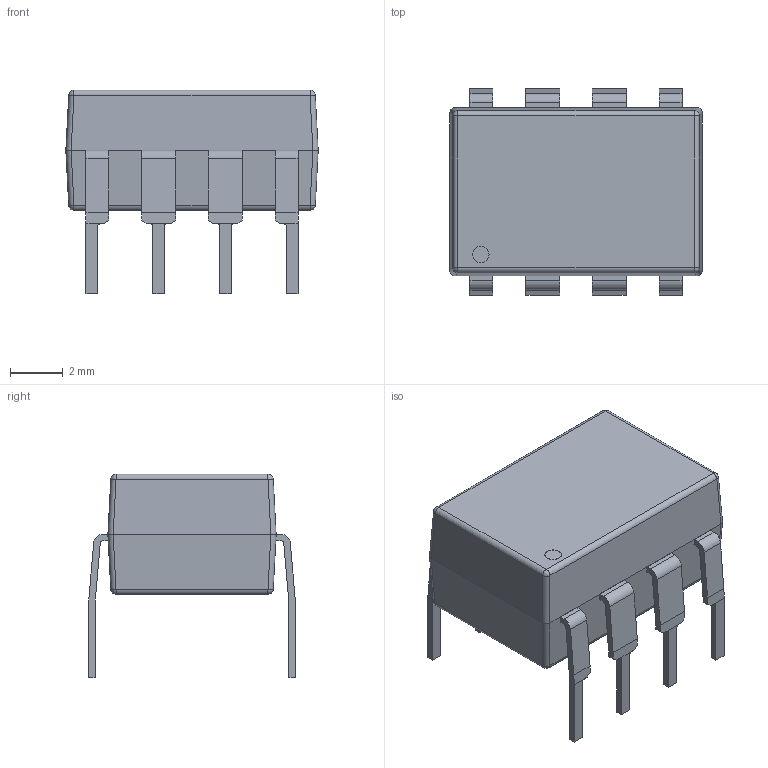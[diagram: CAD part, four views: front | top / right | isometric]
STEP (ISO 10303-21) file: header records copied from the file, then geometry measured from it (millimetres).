
FILE_DESCRIPTION (( 'STEP AP214' ), '1' );
FILE_NAME ('PDIP-8_L9.6-W6.4-P2.54-LS7.9-BL.STEP', '2022-04-13T03:26:15', ( '' ), ( '' ), 'SwSTEP 2.0', 'SolidWorks 2020', '' );
FILE_SCHEMA (( 'AUTOMOTIVE_DESIGN' ));
Length unit declared in the file: millimetre
Products named in the file (1): PDIP-8_L9.6-W6.4-P2.54-LS7.9-BL
Bounding box: 9.6 x 7.87 x 7.75 mm (x, y, z)
Volume: 280.4 mm3; surface area: 351.3 mm2
Topology: 9 solids, 9 shells, 255 faces, 655 edges, 426 vertices
Faces by surface type: plane 171, cylinder 62, bspline 14, sphere 8
Entity records: 10786 total; most frequent: CARTESIAN_POINT 1831, ORIENTED_EDGE 1310, DIRECTION 1156, EDGE_CURVE 655, VECTOR 440, LINE 440, VERTEX_POINT 426, AXIS2_PLACEMENT_3D 358
